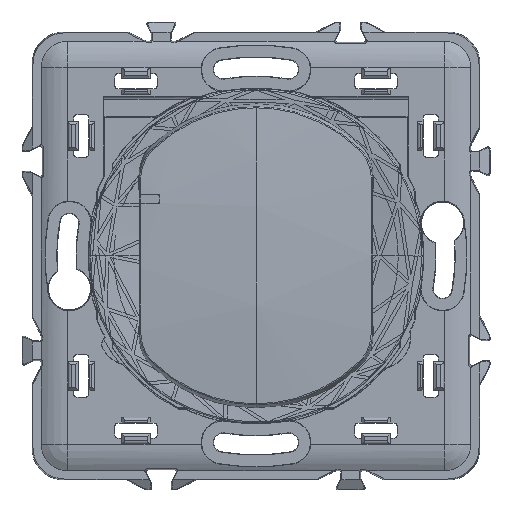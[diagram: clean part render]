
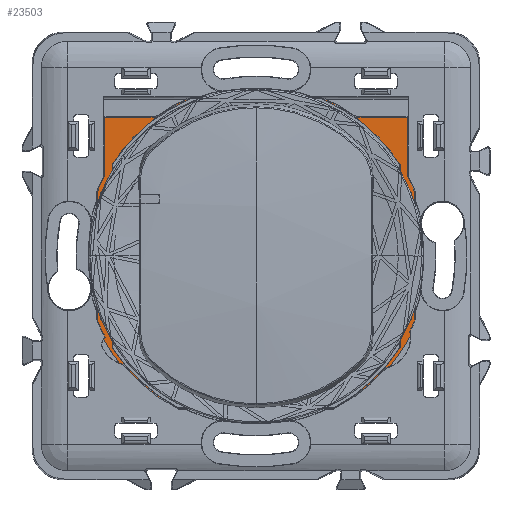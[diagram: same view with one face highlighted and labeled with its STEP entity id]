
A CAD part, top view. The second image highlights one B-rep face of the part: STEP entity #23503.
In plain terms, the highlighted planar face has unit normal (0, 0, 1).
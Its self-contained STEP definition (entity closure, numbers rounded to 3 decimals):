
#23318=AXIS2_PLACEMENT_3D('Circle Axis2P3D',#23316,#23317,$) ;
#23339=AXIS2_PLACEMENT_3D('Plane Axis2P3D',#23336,#23337,#23338) ;
#23352=AXIS2_PLACEMENT_3D('Circle Axis2P3D',#23350,#23351,$) ;
#23359=AXIS2_PLACEMENT_3D('Circle Axis2P3D',#23357,#23358,$) ;
#23366=AXIS2_PLACEMENT_3D('Circle Axis2P3D',#23364,#23365,$) ;
#23373=AXIS2_PLACEMENT_3D('Circle Axis2P3D',#23371,#23372,$) ;
#23380=AXIS2_PLACEMENT_3D('Circle Axis2P3D',#23378,#23379,$) ;
#23394=AXIS2_PLACEMENT_3D('Circle Axis2P3D',#23392,#23393,$) ;
#23415=AXIS2_PLACEMENT_3D('Circle Axis2P3D',#23413,#23414,$) ;
#23429=AXIS2_PLACEMENT_3D('Circle Axis2P3D',#23427,#23428,$) ;
#23450=AXIS2_PLACEMENT_3D('Circle Axis2P3D',#23448,#23449,$) ;
#23462=AXIS2_PLACEMENT_3D('Circle Axis2P3D',#23460,#23461,$) ;
#23469=AXIS2_PLACEMENT_3D('Circle Axis2P3D',#23467,#23468,$) ;
#23476=AXIS2_PLACEMENT_3D('Circle Axis2P3D',#23474,#23475,$) ;
#22789=CARTESIAN_POINT('Vertex',(-24.087,-13.27,32.043)) ;
#22792=CARTESIAN_POINT('Line Origine',(-16.428,-0.005,32.043)) ;
#22796=CARTESIAN_POINT('Vertex',(-23.852,-12.864,32.043)) ;
#23316=CARTESIAN_POINT('Axis2P3D Location',(0.,0.,32.043)) ;
#23320=CARTESIAN_POINT('Vertex',(-25.15,-10.094,32.043)) ;
#23336=CARTESIAN_POINT('Axis2P3D Location',(0.,0.,32.043)) ;
#23341=CARTESIAN_POINT('Line Origine',(0.,-24.15,32.043)) ;
#23345=CARTESIAN_POINT('Vertex',(12.296,-24.15,32.043)) ;
#23347=CARTESIAN_POINT('Vertex',(-12.296,-24.15,32.043)) ;
#23350=CARTESIAN_POINT('Axis2P3D Location',(0.,0.,32.043)) ;
#23354=CARTESIAN_POINT('Vertex',(20.548,-17.669,32.043)) ;
#23357=CARTESIAN_POINT('Axis2P3D Location',(19.409,-12.8,32.043)) ;
#23361=CARTESIAN_POINT('Vertex',(21.258,-17.446,32.043)) ;
#23364=CARTESIAN_POINT('Axis2P3D Location',(0.,0.,32.043)) ;
#23368=CARTESIAN_POINT('Vertex',(24.408,-12.67,32.043)) ;
#23371=CARTESIAN_POINT('Axis2P3D Location',(19.409,-12.8,32.043)) ;
#23375=CARTESIAN_POINT('Vertex',(24.333,-11.93,32.043)) ;
#23378=CARTESIAN_POINT('Axis2P3D Location',(0.,0.,32.043)) ;
#23382=CARTESIAN_POINT('Vertex',(25.15,-10.094,32.043)) ;
#23385=CARTESIAN_POINT('Line Origine',(25.15,0.,32.043)) ;
#23389=CARTESIAN_POINT('Vertex',(25.15,10.094,32.043)) ;
#23392=CARTESIAN_POINT('Axis2P3D Location',(0.,0.,32.043)) ;
#23396=CARTESIAN_POINT('Vertex',(24.,12.586,32.043)) ;
#23399=CARTESIAN_POINT('Line Origine',(24.,17.293,32.043)) ;
#23403=CARTESIAN_POINT('Vertex',(24.,22.,32.043)) ;
#23406=CARTESIAN_POINT('Line Origine',(19.912,22.,32.043)) ;
#23410=CARTESIAN_POINT('Vertex',(15.824,22.,32.043)) ;
#23413=CARTESIAN_POINT('Axis2P3D Location',(0.,0.,32.043)) ;
#23417=CARTESIAN_POINT('Vertex',(10.094,25.15,32.043)) ;
#23420=CARTESIAN_POINT('Line Origine',(0.,25.15,32.043)) ;
#23424=CARTESIAN_POINT('Vertex',(-10.094,25.15,32.043)) ;
#23427=CARTESIAN_POINT('Axis2P3D Location',(0.,0.,32.043)) ;
#23431=CARTESIAN_POINT('Vertex',(-15.824,22.,32.043)) ;
#23434=CARTESIAN_POINT('Line Origine',(-19.912,22.,32.043)) ;
#23438=CARTESIAN_POINT('Vertex',(-24.,22.,32.043)) ;
#23441=CARTESIAN_POINT('Line Origine',(-24.,17.293,32.043)) ;
#23445=CARTESIAN_POINT('Vertex',(-24.,12.586,32.043)) ;
#23448=CARTESIAN_POINT('Axis2P3D Location',(0.,0.,32.043)) ;
#23452=CARTESIAN_POINT('Vertex',(-25.15,10.094,32.043)) ;
#23455=CARTESIAN_POINT('Line Origine',(-25.15,0.,32.043)) ;
#23460=CARTESIAN_POINT('Axis2P3D Location',(0.,0.,32.043)) ;
#23464=CARTESIAN_POINT('Vertex',(-21.713,-16.876,32.043)) ;
#23467=CARTESIAN_POINT('Axis2P3D Location',(-19.742,-12.281,32.043)) ;
#23471=CARTESIAN_POINT('Vertex',(-21.01,-17.117,32.043)) ;
#23474=CARTESIAN_POINT('Axis2P3D Location',(0.,0.,32.043)) ;
#22793=DIRECTION('Vector Direction',(-0.5,-0.866,0.)) ;
#23317=DIRECTION('Axis2P3D Direction',(0.,0.,1.)) ;
#23337=DIRECTION('Axis2P3D Direction',(0.,0.,1.)) ;
#23338=DIRECTION('Axis2P3D XDirection',(1.,0.,0.)) ;
#23342=DIRECTION('Vector Direction',(-1.,0.,0.)) ;
#23351=DIRECTION('Axis2P3D Direction',(0.,0.,1.)) ;
#23358=DIRECTION('Axis2P3D Direction',(0.,0.,1.)) ;
#23365=DIRECTION('Axis2P3D Direction',(0.,0.,1.)) ;
#23372=DIRECTION('Axis2P3D Direction',(0.,0.,1.)) ;
#23379=DIRECTION('Axis2P3D Direction',(0.,0.,1.)) ;
#23386=DIRECTION('Vector Direction',(0.,1.,0.)) ;
#23393=DIRECTION('Axis2P3D Direction',(0.,0.,1.)) ;
#23400=DIRECTION('Vector Direction',(0.,1.,0.)) ;
#23407=DIRECTION('Vector Direction',(1.,0.,0.)) ;
#23414=DIRECTION('Axis2P3D Direction',(0.,0.,1.)) ;
#23421=DIRECTION('Vector Direction',(1.,0.,0.)) ;
#23428=DIRECTION('Axis2P3D Direction',(0.,0.,1.)) ;
#23435=DIRECTION('Vector Direction',(1.,0.,0.)) ;
#23442=DIRECTION('Vector Direction',(0.,1.,0.)) ;
#23449=DIRECTION('Axis2P3D Direction',(0.,0.,1.)) ;
#23456=DIRECTION('Vector Direction',(0.,-1.,0.)) ;
#23461=DIRECTION('Axis2P3D Direction',(0.,0.,1.)) ;
#23468=DIRECTION('Axis2P3D Direction',(0.,0.,1.)) ;
#23475=DIRECTION('Axis2P3D Direction',(0.,0.,1.)) ;
#22794=VECTOR('Line Direction',#22793,1.) ;
#23343=VECTOR('Line Direction',#23342,1.) ;
#23387=VECTOR('Line Direction',#23386,1.) ;
#23401=VECTOR('Line Direction',#23400,1.) ;
#23408=VECTOR('Line Direction',#23407,1.) ;
#23422=VECTOR('Line Direction',#23421,1.) ;
#23436=VECTOR('Line Direction',#23435,1.) ;
#23443=VECTOR('Line Direction',#23442,1.) ;
#23457=VECTOR('Line Direction',#23456,1.) ;
#23480=ORIENTED_EDGE('',*,*,#23349,.F.) ;
#23481=ORIENTED_EDGE('',*,*,#23356,.F.) ;
#23482=ORIENTED_EDGE('',*,*,#23363,.T.) ;
#23483=ORIENTED_EDGE('',*,*,#23370,.T.) ;
#23484=ORIENTED_EDGE('',*,*,#23377,.T.) ;
#23485=ORIENTED_EDGE('',*,*,#23384,.F.) ;
#23486=ORIENTED_EDGE('',*,*,#23391,.F.) ;
#23487=ORIENTED_EDGE('',*,*,#23398,.F.) ;
#23488=ORIENTED_EDGE('',*,*,#23405,.F.) ;
#23489=ORIENTED_EDGE('',*,*,#23412,.F.) ;
#23490=ORIENTED_EDGE('',*,*,#23419,.F.) ;
#23491=ORIENTED_EDGE('',*,*,#23426,.F.) ;
#23492=ORIENTED_EDGE('',*,*,#23433,.F.) ;
#23493=ORIENTED_EDGE('',*,*,#23440,.F.) ;
#23494=ORIENTED_EDGE('',*,*,#23447,.F.) ;
#23495=ORIENTED_EDGE('',*,*,#23454,.F.) ;
#23496=ORIENTED_EDGE('',*,*,#23459,.F.) ;
#23497=ORIENTED_EDGE('',*,*,#23322,.F.) ;
#23498=ORIENTED_EDGE('',*,*,#22798,.T.) ;
#23499=ORIENTED_EDGE('',*,*,#23466,.T.) ;
#23500=ORIENTED_EDGE('',*,*,#23473,.T.) ;
#23501=ORIENTED_EDGE('',*,*,#23478,.F.) ;
#23503=ADVANCED_FACE('AG14495_A .1\\GH01242_A.1\\Corps principal',(#23502),#23340,.T.) ;
#23319=CIRCLE('generated circle',#23318,27.1) ;
#23353=CIRCLE('generated circle',#23352,27.1) ;
#23360=CIRCLE('generated circle',#23359,5.) ;
#23367=CIRCLE('generated circle',#23366,27.5) ;
#23374=CIRCLE('generated circle',#23373,5.) ;
#23381=CIRCLE('generated circle',#23380,27.1) ;
#23395=CIRCLE('generated circle',#23394,27.1) ;
#23416=CIRCLE('generated circle',#23415,27.1) ;
#23430=CIRCLE('generated circle',#23429,27.1) ;
#23451=CIRCLE('generated circle',#23450,27.1) ;
#23463=CIRCLE('generated circle',#23462,27.5) ;
#23470=CIRCLE('generated circle',#23469,5.) ;
#23477=CIRCLE('generated circle',#23476,27.1) ;
#22798=EDGE_CURVE('',#22797,#22790,#22795,.T.) ;
#23322=EDGE_CURVE('',#22797,#23321,#23319,.F.) ;
#23349=EDGE_CURVE('',#23346,#23348,#23344,.T.) ;
#23356=EDGE_CURVE('',#23355,#23346,#23353,.F.) ;
#23363=EDGE_CURVE('',#23355,#23362,#23360,.T.) ;
#23370=EDGE_CURVE('',#23362,#23369,#23367,.T.) ;
#23377=EDGE_CURVE('',#23369,#23376,#23374,.T.) ;
#23384=EDGE_CURVE('',#23383,#23376,#23381,.F.) ;
#23391=EDGE_CURVE('',#23390,#23383,#23388,.F.) ;
#23398=EDGE_CURVE('',#23397,#23390,#23395,.F.) ;
#23405=EDGE_CURVE('',#23404,#23397,#23402,.F.) ;
#23412=EDGE_CURVE('',#23411,#23404,#23409,.T.) ;
#23419=EDGE_CURVE('',#23418,#23411,#23416,.F.) ;
#23426=EDGE_CURVE('',#23425,#23418,#23423,.T.) ;
#23433=EDGE_CURVE('',#23432,#23425,#23430,.F.) ;
#23440=EDGE_CURVE('',#23439,#23432,#23437,.T.) ;
#23447=EDGE_CURVE('',#23446,#23439,#23444,.T.) ;
#23454=EDGE_CURVE('',#23453,#23446,#23451,.F.) ;
#23459=EDGE_CURVE('',#23321,#23453,#23458,.F.) ;
#23466=EDGE_CURVE('',#22790,#23465,#23463,.T.) ;
#23473=EDGE_CURVE('',#23465,#23472,#23470,.T.) ;
#23478=EDGE_CURVE('',#23348,#23472,#23477,.F.) ;
#23479=EDGE_LOOP('',(#23480,#23481,#23482,#23483,#23484,#23485,#23486,#23487,#23488,#23489,#23490,#23491,#23492,#23493,#23494,#23495,#23496,#23497,#23498,#23499,#23500,#23501)) ;
#23502=FACE_OUTER_BOUND('',#23479,.T.) ;
#22795=LINE('Line',#22792,#22794) ;
#23344=LINE('Line',#23341,#23343) ;
#23388=LINE('Line',#23385,#23387) ;
#23402=LINE('Line',#23399,#23401) ;
#23409=LINE('Line',#23406,#23408) ;
#23423=LINE('Line',#23420,#23422) ;
#23437=LINE('Line',#23434,#23436) ;
#23444=LINE('Line',#23441,#23443) ;
#23458=LINE('Line',#23455,#23457) ;
#23340=PLANE('',#23339) ;
#22790=VERTEX_POINT('',#22789) ;
#22797=VERTEX_POINT('',#22796) ;
#23321=VERTEX_POINT('',#23320) ;
#23346=VERTEX_POINT('',#23345) ;
#23348=VERTEX_POINT('',#23347) ;
#23355=VERTEX_POINT('',#23354) ;
#23362=VERTEX_POINT('',#23361) ;
#23369=VERTEX_POINT('',#23368) ;
#23376=VERTEX_POINT('',#23375) ;
#23383=VERTEX_POINT('',#23382) ;
#23390=VERTEX_POINT('',#23389) ;
#23397=VERTEX_POINT('',#23396) ;
#23404=VERTEX_POINT('',#23403) ;
#23411=VERTEX_POINT('',#23410) ;
#23418=VERTEX_POINT('',#23417) ;
#23425=VERTEX_POINT('',#23424) ;
#23432=VERTEX_POINT('',#23431) ;
#23439=VERTEX_POINT('',#23438) ;
#23446=VERTEX_POINT('',#23445) ;
#23453=VERTEX_POINT('',#23452) ;
#23465=VERTEX_POINT('',#23464) ;
#23472=VERTEX_POINT('',#23471) ;
